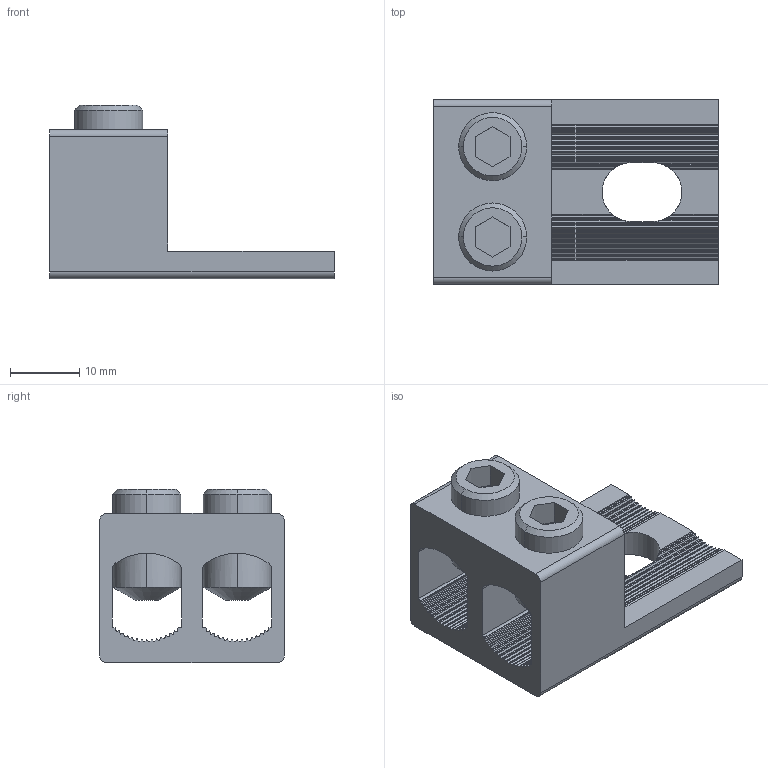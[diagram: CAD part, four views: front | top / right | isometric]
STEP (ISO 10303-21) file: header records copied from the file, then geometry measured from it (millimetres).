
FILE_DESCRIPTION(('Creo Elements/Direct Modeling STEP Export'),'2;1');
FILE_NAME('VC02-0135_OT_2x50.stp','2025-08-18T14:51:24',(''),(''),'Creo Elements/Direct Modeling STEP processor for AP214 (Solid Model)','Creo Elements/Direct Modeling 20.6A 14-Oct-2023 (C) Parametric Technology GmbH','');
FILE_SCHEMA(('AUTOMOTIVE_DESIGN { 1 0 10303 214 1 1 1 1 }'));
Length unit declared in the file: millimetre
Products named in the file (1): Liitinrunko OT 2x50
Bounding box: 41 x 26.6 x 25 mm (x, y, z)
Volume: 9045.3 mm3; surface area: 5834.8 mm2
Topology: 1 solids, 1 shells, 199 faces, 584 edges, 388 vertices
Faces by surface type: plane 101, cylinder 90, cone 8
Entity records: 6719 total; most frequent: CARTESIAN_POINT 1409, ORIENTED_EDGE 1168, DIRECTION 1068, EDGE_CURVE 584, VERTEX_POINT 388, AXIS2_PLACEMENT_3D 359, VECTOR 350, LINE 350
